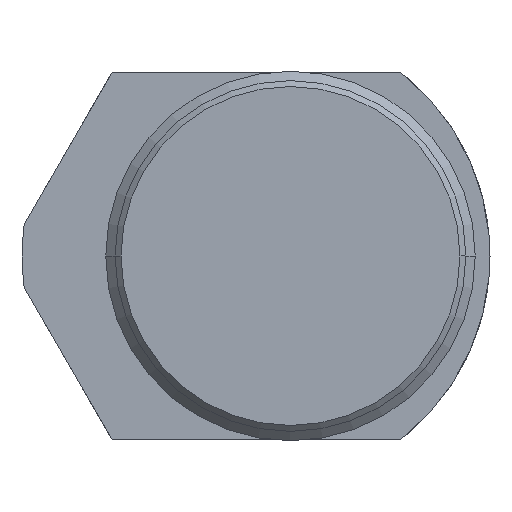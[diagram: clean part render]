
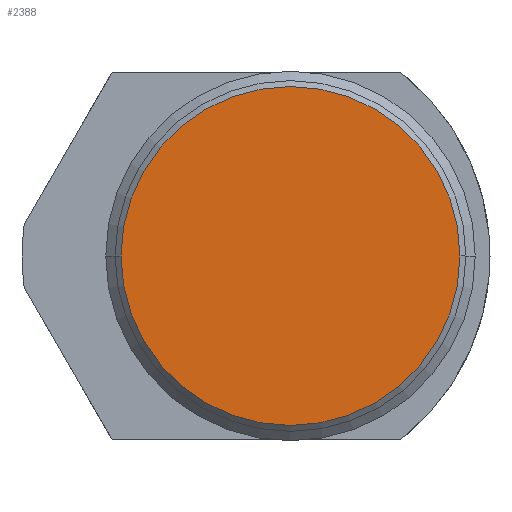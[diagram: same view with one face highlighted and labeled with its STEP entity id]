
A CAD part, left-side view. The second image highlights one B-rep face of the part: STEP entity #2388.
In plain terms, the highlighted planar face has unit normal (-1, 0, 0).
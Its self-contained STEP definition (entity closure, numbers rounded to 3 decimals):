
#642=CARTESIAN_POINT('',(-78.943,-4.445,0.));
#643=DIRECTION('',(-1.,0.,0.));
#644=DIRECTION('',(0.,1.,0.));
#645=AXIS2_PLACEMENT_3D('',#642,#643,#644);
#672=CARTESIAN_POINT('',(-78.943,-4.445,0.));
#673=DIRECTION('',(1.,0.,0.));
#674=DIRECTION('',(0.,1.,0.));
#675=AXIS2_PLACEMENT_3D('',#672,#673,#674);
#1819=CARTESIAN_POINT('',(-78.943,17.399,0.));
#1820=CARTESIAN_POINT('',(-78.943,-26.289,0.));
#1821=VERTEX_POINT('',#1819);
#1822=VERTEX_POINT('',#1820);
#2378=CARTESIAN_POINT('',(-78.943,0.,0.));
#2379=DIRECTION('',(1.,0.,0.));
#2380=DIRECTION('',(0.,0.,-1.));
#2381=AXIS2_PLACEMENT_3D('',#2378,#2379,#2380);
#2382=PLANE('',#2381);
#2383=ORIENTED_EDGE('',*,*,#2368,.F.);
#2385=ORIENTED_EDGE('',*,*,#2384,.T.);
#2386=EDGE_LOOP('',(#2383,#2385));
#2387=FACE_OUTER_BOUND('',#2386,.F.);
#2388=ADVANCED_FACE('',(#2387),#2382,.F.);
#646=CIRCLE('',#645,21.844);
#676=CIRCLE('',#675,21.844);
#2368=EDGE_CURVE('',#1821,#1822,#646,.T.);
#2384=EDGE_CURVE('',#1821,#1822,#676,.T.);
